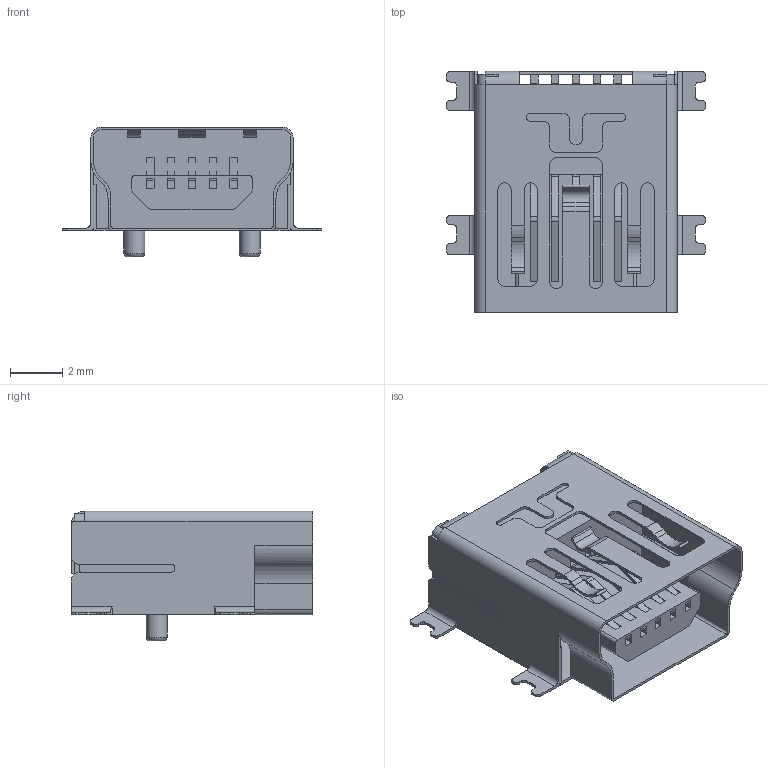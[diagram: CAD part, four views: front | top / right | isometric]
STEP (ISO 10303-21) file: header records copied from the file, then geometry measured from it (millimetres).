
FILE_DESCRIPTION(('FreeCAD Model'),'2;1');
FILE_NAME('Carcaza_sp.step','2018-01-25T16:23:46',('kicad StepUp'),('ksu MCAD'), 'Open CASCADE STEP processor 6.8','FreeCAD','Unknown');
FILE_SCHEMA(('AUTOMOTIVE_DESIGN_CC2 { 1 2 10303 214 -1 1 5 4 }'));
Length unit declared in the file: millimetre
Products named in the file (1): Carcaza_sp
Bounding box: 9.9 x 9.2 x 4.96 mm (x, y, z)
Volume: 138.6 mm3; surface area: 558.3 mm2
Topology: 1 solids, 1 shells, 477 faces, 1396 edges, 910 vertices
Faces by surface type: plane 289, cylinder 182, sphere 4, torus 2
Full cylindrical faces by diameter (mm): 0.8 x2
Entity records: 19361 total; most frequent: CARTESIAN_POINT 2991, ORIENTED_EDGE 2784, DIRECTION 2708, EDGE_CURVE 1392, LINE 1016, VECTOR 1016, VERTEX_POINT 910, AXIS2_PLACEMENT_3D 846
